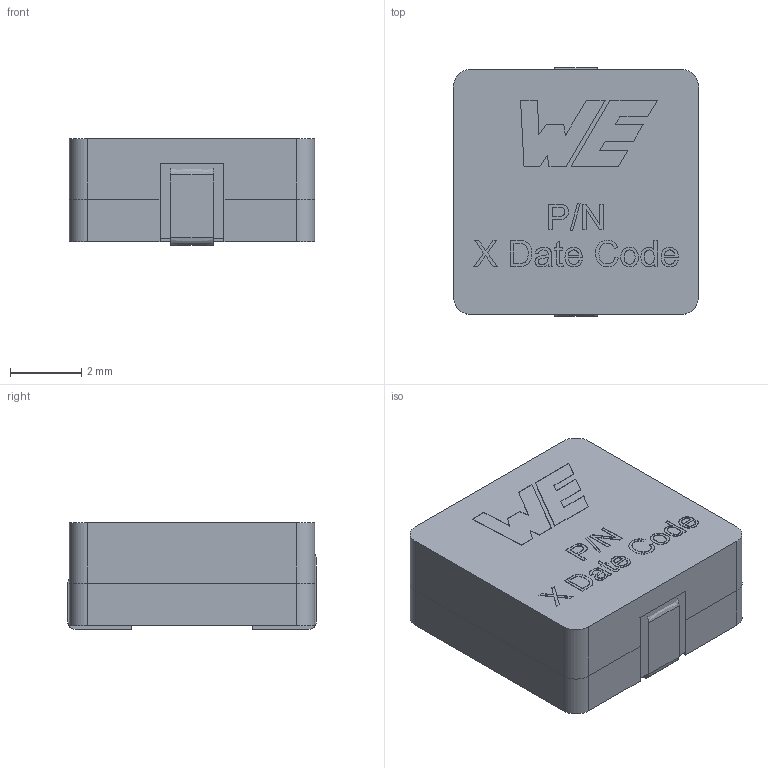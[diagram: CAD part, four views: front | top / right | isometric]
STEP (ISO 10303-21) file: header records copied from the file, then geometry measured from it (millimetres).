
FILE_DESCRIPTION(/* description */ ('Unknown'),/* implementation_level */ '2;1');
FILE_NAME(/* name */ '784310xxx',/* time_stamp */ '2024-05-28T09:38:24+08:00',/* author */ ('Unknown'),/* organization */ ('Unknown'),/* preprocessor_version */ 'ST-DEVELOPER v19.4',/* originating_system */ 'Solid Edge',/* authorisation */ 'Unknown');
FILE_SCHEMA (('AUTOMOTIVE_DESIGN {1 0 10303 214 3 1 1}'));
Length unit declared in the file: millimetre
Products named in the file (5): 784310xxx; Gehäuse; Spule; Boden; Klebemasse
Assembly tree (5 placements, depth 2):
  784310xxx
    Gehäuse
    Spule
    Boden
    Klebemasse  x2
Bounding box: 6.9 x 7 x 3 mm (x, y, z)
Volume: 128.4 mm3; surface area: 454 mm2
Topology: 5 solids, 5 shells, 224 faces, 560 edges, 368 vertices
Faces by surface type: plane 156, bspline 51, cylinder 17
Full cylindrical faces by diameter (mm): 2.5 x1
Entity records: 9636 total; most frequent: CARTESIAN_POINT 3549, ORIENTED_EDGE 1076, DIRECTION 730, EDGE_CURVE 538, VERTEX_POINT 356, LINE 296, VECTOR 296, EDGE_LOOP 242
